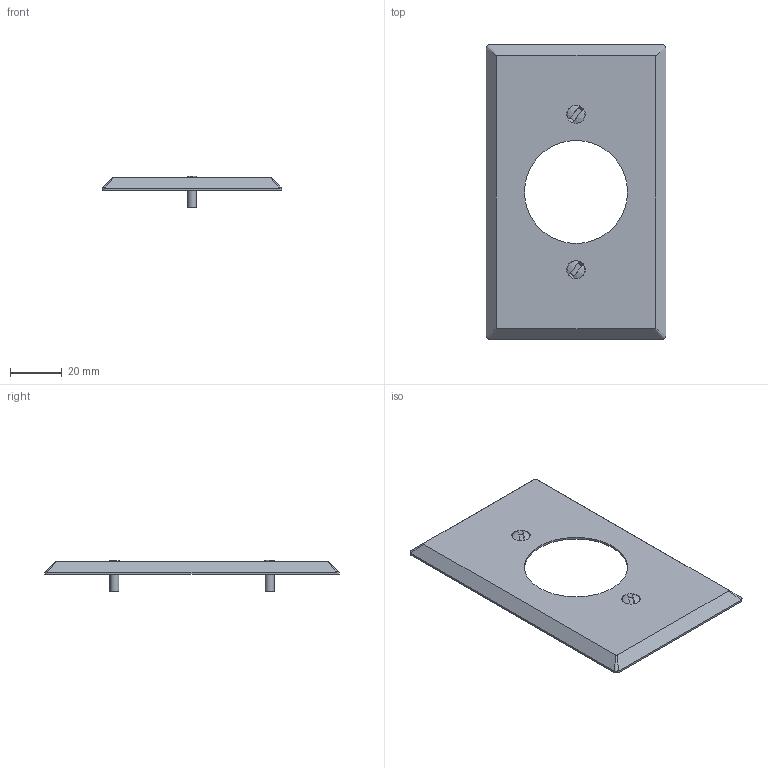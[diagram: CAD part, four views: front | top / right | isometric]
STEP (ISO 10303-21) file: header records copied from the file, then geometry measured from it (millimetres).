
FILE_DESCRIPTION (( 'STEP AP214' ), '1' );
FILE_NAME ('CATSTD-84020-040-M01.STEP', '2020-01-30T14:42:50', ( '' ), ( '' ), 'SwSTEP 2.0', 'SolidWorks 2017', '' );
FILE_SCHEMA (( 'AUTOMOTIVE_DESIGN' ));
Length unit declared in the file: inch
Products named in the file (6): OX29526-M01; OG84023-M01; CATSTD-84020-040-M01
Assembly tree (3 placements, depth 2):
  OX29526-M01
  OG84023-M01
  OG84023-M01
  CATSTD-84020-040-M01
    OX29526-M01
    OG84023-M01  x2
Bounding box: 69.85 x 114.3 x 12.25 mm (x, y, z)
Volume: 6192.8 mm3; surface area: 15415.1 mm2
Topology: 3 solids, 3 shells, 165 faces, 421 edges, 281 vertices
Faces by surface type: plane 116, cylinder 23, bspline 16, cone 6, sphere 4
Full cylindrical faces by diameter (mm): 3.104 x1, 3.505 x2, 3.81 x1, 4.572 x2, 40.03 x1
Entity records: 6023 total; most frequent: CARTESIAN_POINT 2055, ORIENTED_EDGE 774, DIRECTION 675, EDGE_CURVE 387, LINE 275, VECTOR 275, VERTEX_POINT 264, AXIS2_PLACEMENT_3D 200
